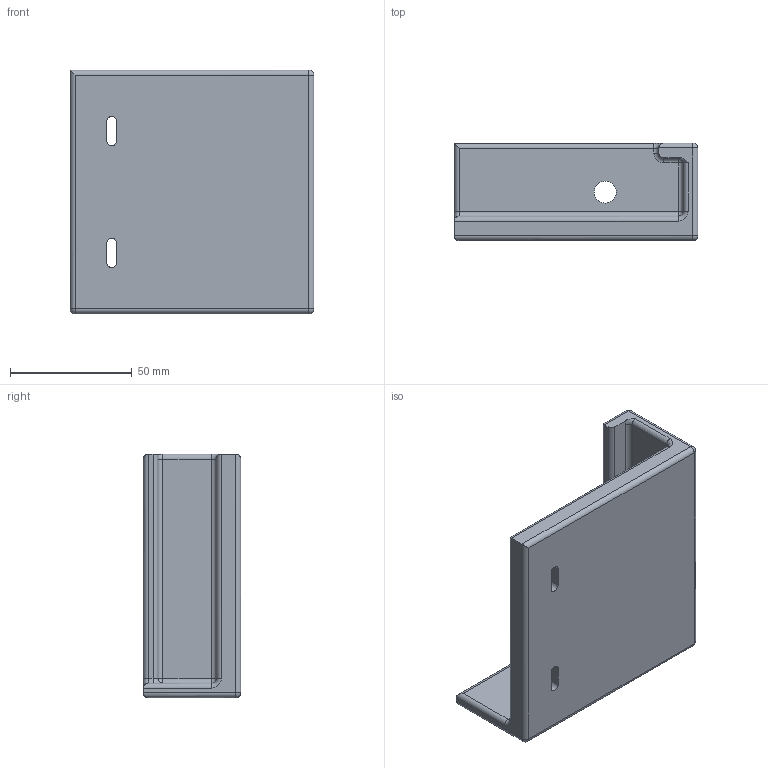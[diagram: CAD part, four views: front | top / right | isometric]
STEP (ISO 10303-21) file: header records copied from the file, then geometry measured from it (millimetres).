
FILE_DESCRIPTION(/* description */ (''),/* implementation_level */ '2;1');
FILE_NAME(/* name */ 'mount.stp',/* time_stamp */ '2020-10-30T14:00:55-06:00',/* author */ ('Nicholas'),/* organization */ (''),/* preprocessor_version */ 'ST-DEVELOPER v18',/* originating_system */ 'Autodesk Inventor 2020',/* authorisation */ '');
FILE_SCHEMA (('AUTOMOTIVE_DESIGN { 1 0 10303 214 3 1 1 }'));
Length unit declared in the file: millimetre
Products named in the file (1): mount
Bounding box: 100 x 40 x 100 mm (x, y, z)
Volume: 136853.3 mm3; surface area: 37219.6 mm2
Topology: 1 solids, 1 shells, 65 faces, 149 edges, 88 vertices
Faces by surface type: cylinder 32, plane 21, sphere 7, torus 5
Full cylindrical faces by diameter (mm): 9 x1
Entity records: 1876 total; most frequent: DIRECTION 345, CARTESIAN_POINT 312, ORIENTED_EDGE 298, EDGE_CURVE 149, AXIS2_PLACEMENT_3D 131, VERTEX_POINT 88, LINE 83, VECTOR 83
